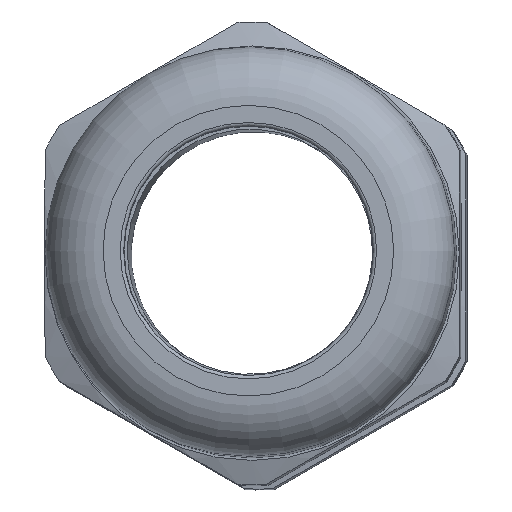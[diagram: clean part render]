
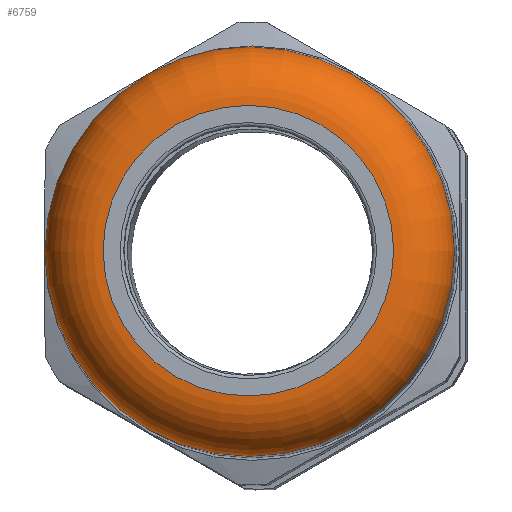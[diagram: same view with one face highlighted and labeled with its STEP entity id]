
A CAD part, left-side view. The second image highlights one B-rep face of the part: STEP entity #6759.
In plain terms, the highlighted toroidal (fillet/blend) face has major radius 8.415 mm and minor radius 3.44 mm.
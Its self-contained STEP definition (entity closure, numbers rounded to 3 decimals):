
#1156=FACE_BOUND('',#2154,.T.);
#1689=FACE_OUTER_BOUND('',#2153,.T.);
#2153=EDGE_LOOP('',(#6264));
#2154=EDGE_LOOP('',(#6265));
#2644=CIRCLE('',#7667,8.415);
#2671=CIRCLE('',#7721,11.855);
#3243=VERTEX_POINT('',#16879);
#3282=VERTEX_POINT('',#17056);
#4216=EDGE_CURVE('',#3243,#3243,#2644,.T.);
#4279=EDGE_CURVE('',#3282,#3282,#2671,.T.);
#6264=ORIENTED_EDGE('',*,*,#4279,.F.);
#6265=ORIENTED_EDGE('',*,*,#4216,.T.);
#6335=TOROIDAL_SURFACE('',#7720,8.415,3.44);
#6759=ADVANCED_FACE('',(#1689,#1156),#6335,.T.);
#7667=AXIS2_PLACEMENT_3D('',#16880,#9726,#9727);
#7720=AXIS2_PLACEMENT_3D('',#17055,#9844,#9845);
#7721=AXIS2_PLACEMENT_3D('',#17057,#9846,#9847);
#9726=DIRECTION('center_axis',(1.,0.,0.));
#9727=DIRECTION('ref_axis',(0.,0.,-1.));
#9844=DIRECTION('center_axis',(1.,0.,0.));
#9845=DIRECTION('ref_axis',(0.,0.,-1.));
#9846=DIRECTION('center_axis',(1.,0.,0.));
#9847=DIRECTION('ref_axis',(0.,0.,-1.));
#16879=CARTESIAN_POINT('',(-17.24,8.415,0.));
#16880=CARTESIAN_POINT('Origin',(-17.24,0.,0.));
#17055=CARTESIAN_POINT('Origin',(-13.8,0.,0.));
#17056=CARTESIAN_POINT('',(-13.8,11.855,0.));
#17057=CARTESIAN_POINT('Origin',(-13.8,0.,0.));
